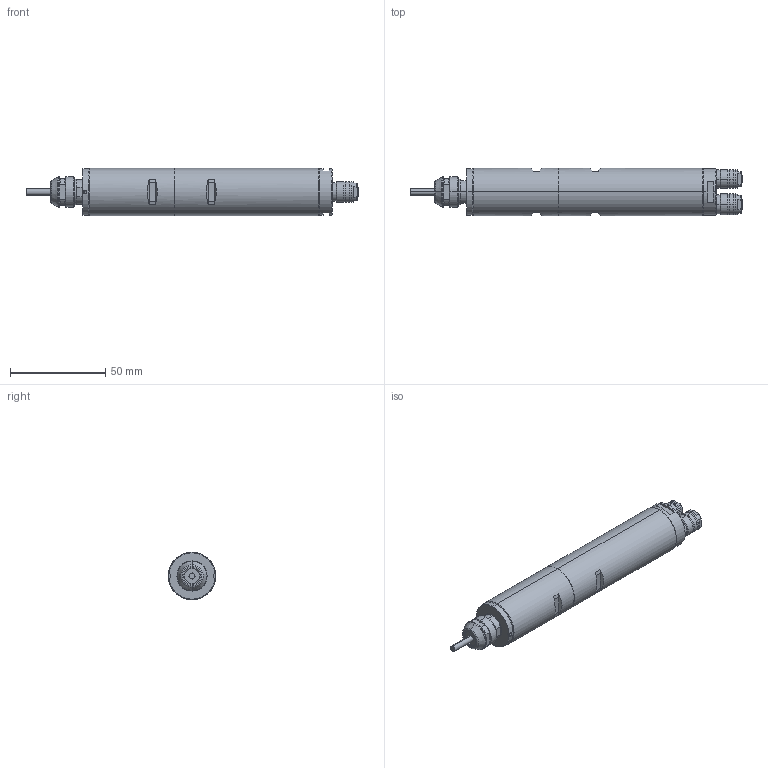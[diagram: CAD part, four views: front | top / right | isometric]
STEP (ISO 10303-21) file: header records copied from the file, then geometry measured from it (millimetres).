
FILE_DESCRIPTION (( 'STEP AP203' ), '1' );
FILE_NAME ('MSS-2524R ASSY.STEP', '2024-05-26T23:48:12', ( '' ), ( '' ), 'SwSTEP 2.0', 'SolidWorks 2021', '' );
FILE_SCHEMA (( 'CONFIG_CONTROL_DESIGN' ));
Length unit declared in the file: millimetre
Products named in the file (1): MSS-2524R ASSY
Bounding box: 174.67 x 25 x 25 mm (x, y, z)
Volume: 45152.6 mm3; surface area: 33526.6 mm2
Topology: 12 solids, 12 shells, 417 faces, 890 edges, 531 vertices
Faces by surface type: cylinder 142, plane 133, cone 120, torus 18, bspline 4
Entity records: 11417 total; most frequent: CARTESIAN_POINT 2181, DIRECTION 2088, ORIENTED_EDGE 1760, EDGE_CURVE 880, AXIS2_PLACEMENT_3D 862, VERTEX_POINT 531, EDGE_LOOP 479, CIRCLE 448
